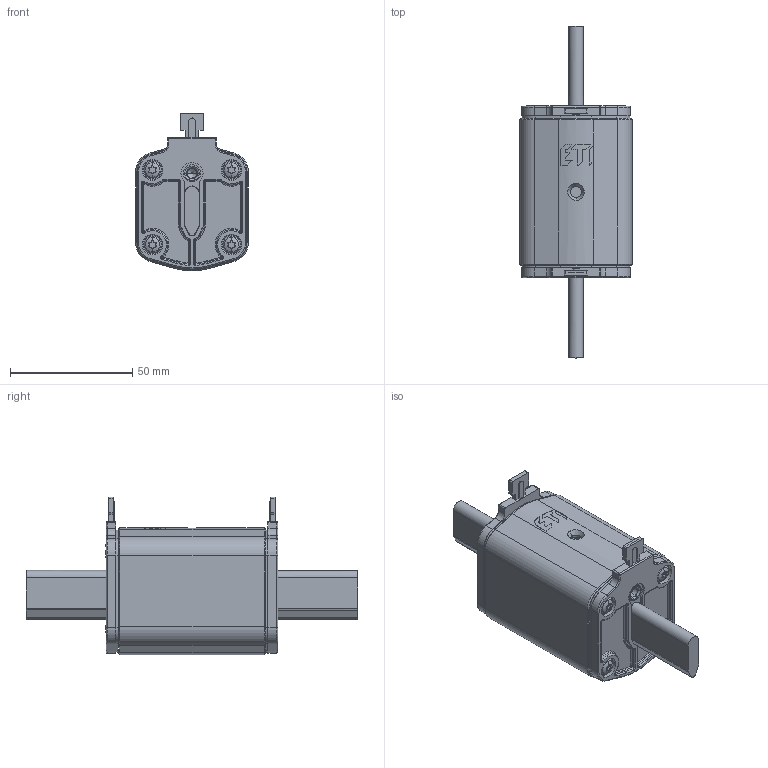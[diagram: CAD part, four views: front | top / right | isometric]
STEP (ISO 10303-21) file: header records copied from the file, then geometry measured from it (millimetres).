
FILE_DESCRIPTION((''),'2;1');
FILE_NAME('NV_1I_KOMBI_GG_ETI','2018-05-29T',('aljaz.cop'),('Audax d.o.o.'),'CREO PARAMETRIC BY PTC INC, 2015380','CREO PARAMETRIC BY PTC INC, 2015380','');
FILE_SCHEMA(('CONFIG_CONTROL_DESIGN'));
Products named in the file (1): NV_1I_KOMBI_GG_ETI
Bounding box: 46 x 135.6 x 64.48 mm (x, y, z)
Volume: 101975.3 mm3; surface area: 41111.6 mm2
Topology: 1 solids, 31 shells, 1643 faces, 4263 edges, 2656 vertices
Faces by surface type: cylinder 694, plane 534, torus 177, cone 111, sphere 54, bspline 40, extrusion 33
Entity records: 72526 total; most frequent: CARTESIAN_POINT 18028, DIRECTION 8954, ORIENTED_EDGE 8378, PRESENTATION_STYLE_ASSIGNMENT 4316, STYLED_ITEM 4270, CURVE_STYLE 4231, EDGE_CURVE 4231, AXIS2_PLACEMENT_3D 3458
